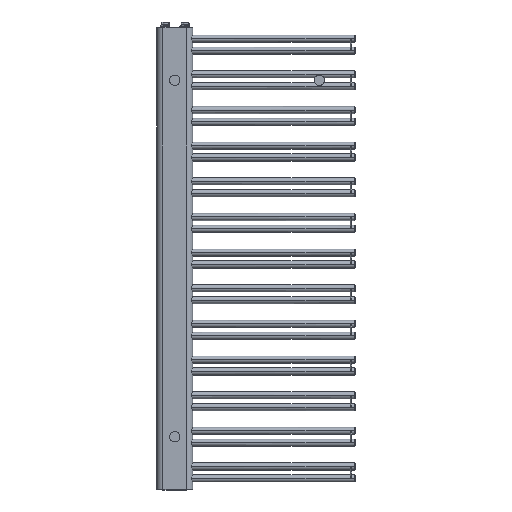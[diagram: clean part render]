
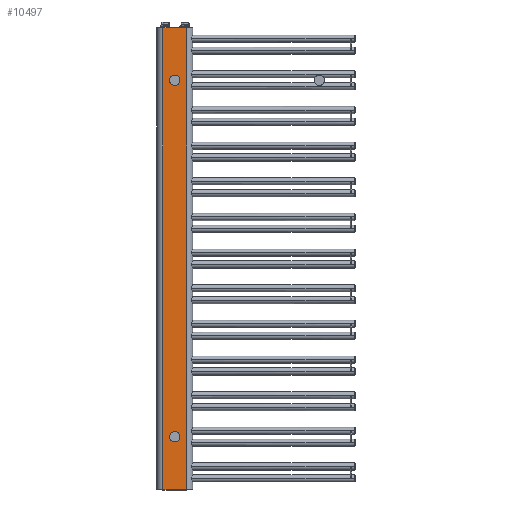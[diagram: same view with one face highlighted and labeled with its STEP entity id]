
A CAD part, top view. The second image highlights one B-rep face of the part: STEP entity #10497.
In plain terms, the highlighted planar face has unit normal (0, 0, 1).
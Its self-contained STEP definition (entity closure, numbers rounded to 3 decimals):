
#5975=DIRECTION('',(0.,1.,0.));
#5976=VECTOR('',#5975,1164.4);
#5977=CARTESIAN_POINT('',(75.,2.,15.));
#5978=LINE('',#5977,#5976);
#7610=DIRECTION('',(1.,0.,0.));
#7611=VECTOR('',#7610,60.);
#7612=CARTESIAN_POINT('',(15.,1166.4,15.));
#7613=LINE('',#7612,#7611);
#7617=DIRECTION('',(-1.,0.,0.));
#7618=VECTOR('',#7617,60.);
#7619=CARTESIAN_POINT('',(75.,2.,15.));
#7620=LINE('',#7619,#7618);
#7624=DIRECTION('',(0.,1.,0.));
#7625=VECTOR('',#7624,1164.4);
#7626=CARTESIAN_POINT('',(15.,2.,15.));
#7627=LINE('',#7626,#7625);
#7631=CARTESIAN_POINT('',(45.,1034.2,15.));
#7632=DIRECTION('',(0.,0.,1.));
#7633=DIRECTION('',(1.,0.,0.));
#7634=AXIS2_PLACEMENT_3D('',#7631,#7632,#7633);
#7639=CARTESIAN_POINT('',(45.,1034.2,15.));
#7640=DIRECTION('',(0.,0.,1.));
#7641=DIRECTION('',(-1.,0.,0.));
#7642=AXIS2_PLACEMENT_3D('',#7639,#7640,#7641);
#7647=CARTESIAN_POINT('',(45.,134.2,15.));
#7648=DIRECTION('',(0.,0.,1.));
#7649=DIRECTION('',(1.,0.,0.));
#7650=AXIS2_PLACEMENT_3D('',#7647,#7648,#7649);
#7655=CARTESIAN_POINT('',(45.,134.2,15.));
#7656=DIRECTION('',(0.,0.,1.));
#7657=DIRECTION('',(-1.,0.,0.));
#7658=AXIS2_PLACEMENT_3D('',#7655,#7656,#7657);
#8147=CARTESIAN_POINT('',(15.,1166.4,15.));
#8148=VERTEX_POINT('',#8147);
#8151=CARTESIAN_POINT('',(75.,1166.4,15.));
#8152=VERTEX_POINT('',#8151);
#8157=CARTESIAN_POINT('',(75.,2.,15.));
#8158=CARTESIAN_POINT('',(15.,2.,15.));
#8159=VERTEX_POINT('',#8157);
#8160=VERTEX_POINT('',#8158);
#8201=CARTESIAN_POINT('',(54.75,1034.2,15.));
#8202=CARTESIAN_POINT('',(35.25,1034.2,15.));
#8203=VERTEX_POINT('',#8201);
#8204=VERTEX_POINT('',#8202);
#8205=CARTESIAN_POINT('',(54.75,134.2,15.));
#8206=CARTESIAN_POINT('',(35.25,134.2,15.));
#8207=VERTEX_POINT('',#8205);
#8208=VERTEX_POINT('',#8206);
#10472=CARTESIAN_POINT('',(15.,0.,15.));
#10473=DIRECTION('',(0.,0.,1.));
#10474=DIRECTION('',(1.,0.,0.));
#10475=AXIS2_PLACEMENT_3D('',#10472,#10473,#10474);
#10476=PLANE('',#10475);
#10477=ORIENTED_EDGE('',*,*,#10466,.T.);
#10478=ORIENTED_EDGE('',*,*,#8592,.F.);
#10480=ORIENTED_EDGE('',*,*,#10479,.T.);
#10482=ORIENTED_EDGE('',*,*,#10481,.T.);
#10483=EDGE_LOOP('',(#10477,#10478,#10480,#10482));
#10484=FACE_OUTER_BOUND('',#10483,.F.);
#10486=ORIENTED_EDGE('',*,*,#10485,.T.);
#10488=ORIENTED_EDGE('',*,*,#10487,.T.);
#10489=EDGE_LOOP('',(#10486,#10488));
#10490=FACE_BOUND('',#10489,.F.);
#10492=ORIENTED_EDGE('',*,*,#10491,.T.);
#10494=ORIENTED_EDGE('',*,*,#10493,.T.);
#10495=EDGE_LOOP('',(#10492,#10494));
#10496=FACE_BOUND('',#10495,.F.);
#7635=CIRCLE('',#7634,9.75);
#7643=CIRCLE('',#7642,9.75);
#7651=CIRCLE('',#7650,9.75);
#7659=CIRCLE('',#7658,9.75);
#8592=EDGE_CURVE('',#8159,#8152,#5978,.T.);
#10466=EDGE_CURVE('',#8148,#8152,#7613,.T.);
#10479=EDGE_CURVE('',#8159,#8160,#7620,.T.);
#10481=EDGE_CURVE('',#8160,#8148,#7627,.T.);
#10485=EDGE_CURVE('',#8203,#8204,#7635,.T.);
#10487=EDGE_CURVE('',#8204,#8203,#7643,.T.);
#10491=EDGE_CURVE('',#8207,#8208,#7651,.T.);
#10493=EDGE_CURVE('',#8208,#8207,#7659,.T.);
#10497=ADVANCED_FACE('',(#10484,#10490,#10496),#10476,.T.);
